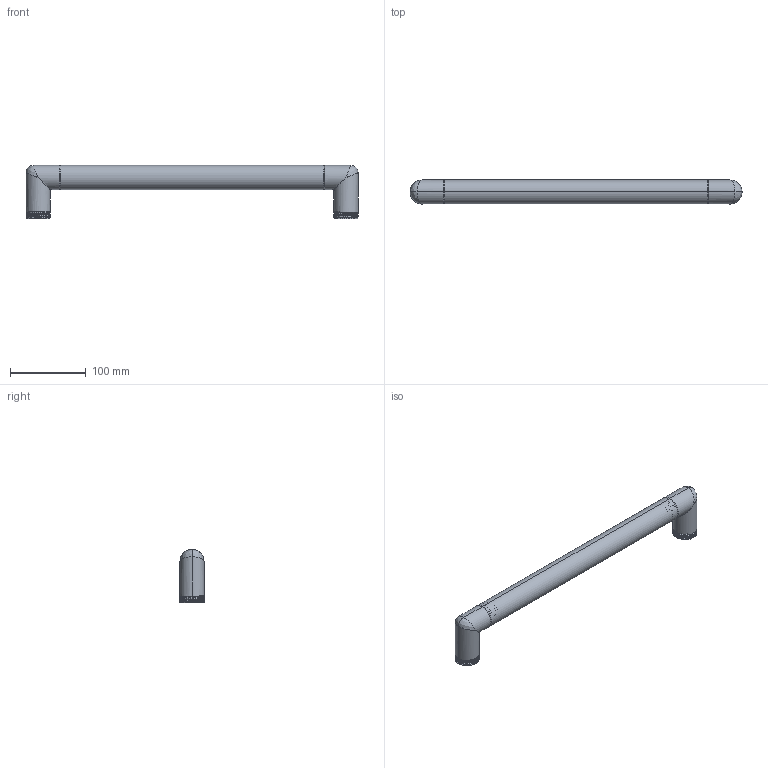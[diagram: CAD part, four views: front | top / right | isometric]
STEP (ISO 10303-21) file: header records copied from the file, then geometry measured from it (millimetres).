
FILE_DESCRIPTION((''),'2;1');
FILE_NAME('5081SQ_ASM','2023-01-04T15:58:08',('rsmith'),(''),'CREO PARAMETRIC BY PTC INC, 2019352','CREO PARAMETRIC BY PTC INC, 2019352','');
FILE_SCHEMA(('CONFIG_CONTROL_DESIGN'));
Length unit declared in the file: inch
Products named in the file (3): 40498; 40442; 5081SQ_ASM
Assembly tree (3 placements, depth 2):
  5081SQ_ASM
    40498
    40442  x2
Bounding box: 438.15 x 31.75 x 69.98 mm (x, y, z)
Volume: 102373.3 mm3; surface area: 145776.7 mm2
Topology: 3 solids, 6 shells, 142 faces, 360 edges, 232 vertices
Faces by surface type: cylinder 78, cone 24, plane 20, bspline 20
Entity records: 4777 total; most frequent: CARTESIAN_POINT 2895, ORIENTED_EDGE 364, DIRECTION 350, EDGE_CURVE 197, AXIS2_PLACEMENT_3D 144, VERTEX_POINT 128, EDGE_LOOP 91, FACE_OUTER_BOUND 80
